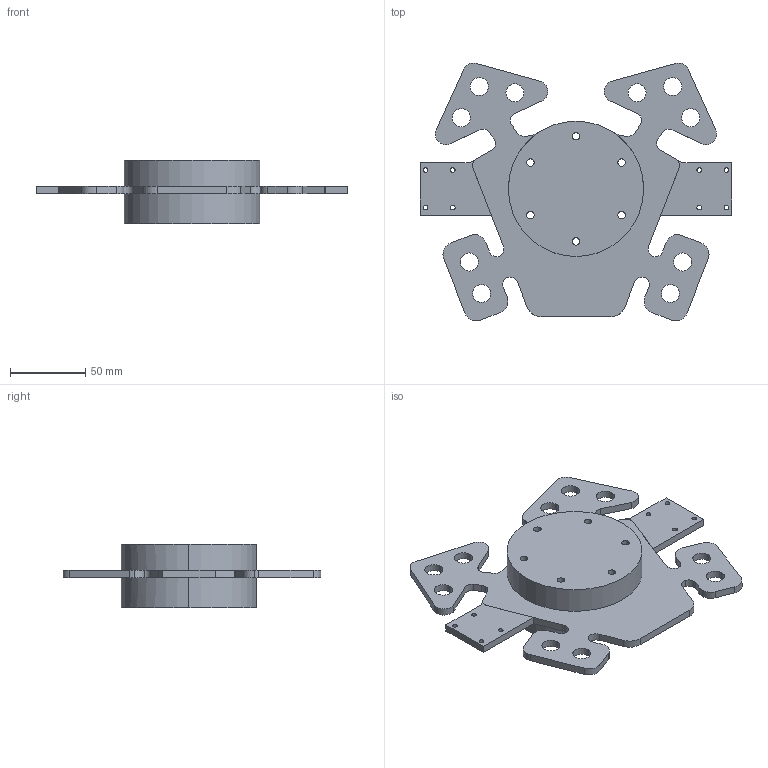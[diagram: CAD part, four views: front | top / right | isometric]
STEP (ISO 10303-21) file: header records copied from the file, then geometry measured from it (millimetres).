
FILE_DESCRIPTION (( 'STEP AP203' ), '1' );
FILE_NAME ('Front.STEP', '2026-01-11T20:46:18', ( '' ), ( '' ), 'SwSTEP 2.0', 'SolidWorks 2024', '' );
FILE_SCHEMA (( 'CONFIG_CONTROL_DESIGN' ));
Length unit declared in the file: millimetre
Products named in the file (1): Front
Bounding box: 207 x 171.51 x 42.5 mm (x, y, z)
Volume: 346700.5 mm3; surface area: 68933.6 mm2
Topology: 3 solids, 3 shells, 146 faces, 420 edges, 280 vertices
Faces by surface type: cylinder 99, plane 47
Entity records: 5055 total; most frequent: DIRECTION 916, CARTESIAN_POINT 847, ORIENTED_EDGE 840, EDGE_CURVE 420, AXIS2_PLACEMENT_3D 349, VERTEX_POINT 280, VECTOR 218, LINE 218
